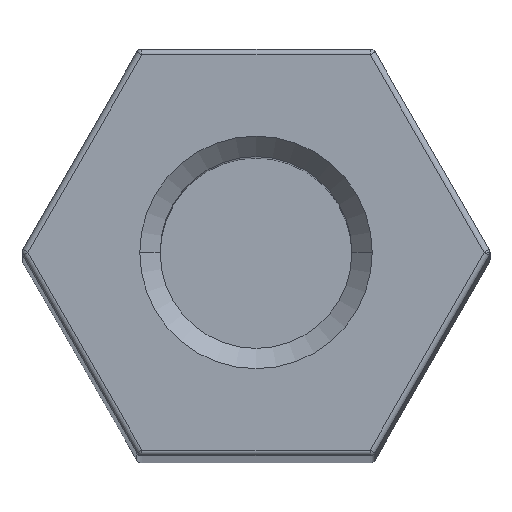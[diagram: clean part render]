
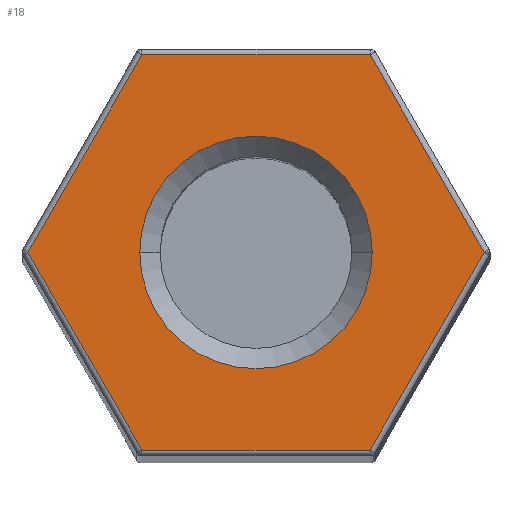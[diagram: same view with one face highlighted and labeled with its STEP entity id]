
A CAD part, top view. The second image highlights one B-rep face of the part: STEP entity #18.
In plain terms, the highlighted planar face has unit normal (0, 0, 1).
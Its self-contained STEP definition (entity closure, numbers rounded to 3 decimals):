
#18 = ADVANCED_FACE ( 'NONE', ( #231, #768 ), #299, .T. ) ;
#47 = LINE ( 'NONE', #1152, #1133 ) ;
#63 = CARTESIAN_POINT ( 'NONE',  ( 3.926, 0., 70. ) ) ;
#94 = CIRCLE ( 'NONE', #227, 2. ) ;
#105 = CARTESIAN_POINT ( 'NONE',  ( -1.963, 3.4, 70. ) ) ;
#119 = CARTESIAN_POINT ( 'NONE',  ( 2.021, -3.4, 70. ) ) ;
#125 = VECTOR ( 'NONE', #437, 1000. ) ;
#152 = EDGE_CURVE ( 'NONE', #157, #380, #751, .T. ) ;
#157 = VERTEX_POINT ( 'NONE', #639 ) ;
#200 = EDGE_LOOP ( 'NONE', ( #286, #555 ) ) ;
#227 = AXIS2_PLACEMENT_3D ( 'NONE', #960, #354, #1064 ) ;
#231 = FACE_OUTER_BOUND ( 'NONE', #922, .T. ) ;
#248 = DIRECTION ( 'NONE',  ( 0.5, 0.866, 0. ) ) ;
#286 = ORIENTED_EDGE ( 'NONE', *, *, #954, .T. ) ;
#287 = CARTESIAN_POINT ( 'NONE',  ( 1.963, 3.4, 70. ) ) ;
#299 = PLANE ( 'NONE',  #601 ) ;
#334 = CARTESIAN_POINT ( 'NONE',  ( -3.926, 0., 70. ) ) ;
#341 = DIRECTION ( 'NONE',  ( 0., 0., -1. ) ) ;
#354 = DIRECTION ( 'NONE',  ( 0., 0., -1. ) ) ;
#357 = LINE ( 'NONE', #548, #893 ) ;
#380 = VERTEX_POINT ( 'NONE', #1086 ) ;
#387 = LINE ( 'NONE', #939, #125 ) ;
#402 = CARTESIAN_POINT ( 'NONE',  ( 4.041, 0., 70. ) ) ;
#422 = CARTESIAN_POINT ( 'NONE',  ( -1.963, -3.4, 70. ) ) ;
#437 = DIRECTION ( 'NONE',  ( -1., 0., 0. ) ) ;
#459 = DIRECTION ( 'NONE',  ( -0.5, 0.866, 0. ) ) ;
#464 = ORIENTED_EDGE ( 'NONE', *, *, #1299, .T. ) ;
#495 = ORIENTED_EDGE ( 'NONE', *, *, #1354, .T. ) ;
#502 = DIRECTION ( 'NONE',  ( 0., 0., 1. ) ) ;
#548 = CARTESIAN_POINT ( 'NONE',  ( -1.934, -3.45, 70. ) ) ;
#555 = ORIENTED_EDGE ( 'NONE', *, *, #152, .T. ) ;
#563 = VECTOR ( 'NONE', #459, 1000. ) ;
#601 = AXIS2_PLACEMENT_3D ( 'NONE', #402, #502, #1212 ) ;
#613 = VERTEX_POINT ( 'NONE', #287 ) ;
#622 = LINE ( 'NONE', #119, #1377 ) ;
#639 = CARTESIAN_POINT ( 'NONE',  ( -2., 0., 70. ) ) ;
#646 = DIRECTION ( 'NONE',  ( 0.5, -0.866, 0. ) ) ;
#724 = ORIENTED_EDGE ( 'NONE', *, *, #1322, .T. ) ;
#743 = VERTEX_POINT ( 'NONE', #905 ) ;
#751 = CIRCLE ( 'NONE', #1095, 2. ) ;
#754 = ORIENTED_EDGE ( 'NONE', *, *, #1367, .T. ) ;
#768 = FACE_BOUND ( 'NONE', #200, .T. ) ;
#833 = VECTOR ( 'NONE', #248, 1000. ) ;
#851 = DIRECTION ( 'NONE',  ( 1., 0., 0. ) ) ;
#859 = CARTESIAN_POINT ( 'NONE',  ( 3.955, 0.05, 70. ) ) ;
#893 = VECTOR ( 'NONE', #646, 1000. ) ;
#905 = CARTESIAN_POINT ( 'NONE',  ( 1.963, -3.4, 70. ) ) ;
#922 = EDGE_LOOP ( 'NONE', ( #464, #724, #995, #495, #754, #1344 ) ) ;
#939 = CARTESIAN_POINT ( 'NONE',  ( -2.021, 3.4, 70. ) ) ;
#948 = CARTESIAN_POINT ( 'NONE',  ( 0., 0., 70. ) ) ;
#954 = EDGE_CURVE ( 'NONE', #380, #157, #94, .T. ) ;
#955 = CARTESIAN_POINT ( 'NONE',  ( 1.934, 3.45, 70. ) ) ;
#960 = CARTESIAN_POINT ( 'NONE',  ( 0., 0., 70. ) ) ;
#995 = ORIENTED_EDGE ( 'NONE', *, *, #1330, .T. ) ;
#1049 = DIRECTION ( 'NONE',  ( 1., 0., 0. ) ) ;
#1064 = DIRECTION ( 'NONE',  ( 1., 0., 0. ) ) ;
#1070 = LINE ( 'NONE', #955, #563 ) ;
#1086 = CARTESIAN_POINT ( 'NONE',  ( 2., 0., 70. ) ) ;
#1095 = AXIS2_PLACEMENT_3D ( 'NONE', #948, #341, #1049 ) ;
#1101 = LINE ( 'NONE', #859, #833 ) ;
#1133 = VECTOR ( 'NONE', #1264, 1000. ) ;
#1152 = CARTESIAN_POINT ( 'NONE',  ( -3.955, -0.05, 70. ) ) ;
#1154 = VERTEX_POINT ( 'NONE', #63 ) ;
#1212 = DIRECTION ( 'NONE',  ( 1., 0., 0. ) ) ;
#1244 = VERTEX_POINT ( 'NONE', #422 ) ;
#1264 = DIRECTION ( 'NONE',  ( -0.5, -0.866, 0. ) ) ;
#1292 = VERTEX_POINT ( 'NONE', #105 ) ;
#1299 = EDGE_CURVE ( 'NONE', #613, #1292, #387, .T. ) ;
#1313 = VERTEX_POINT ( 'NONE', #334 ) ;
#1322 = EDGE_CURVE ( 'NONE', #1292, #1313, #47, .T. ) ;
#1330 = EDGE_CURVE ( 'NONE', #1313, #1244, #357, .T. ) ;
#1344 = ORIENTED_EDGE ( 'NONE', *, *, #1374, .T. ) ;
#1354 = EDGE_CURVE ( 'NONE', #1244, #743, #622, .T. ) ;
#1367 = EDGE_CURVE ( 'NONE', #743, #1154, #1101, .T. ) ;
#1374 = EDGE_CURVE ( 'NONE', #1154, #613, #1070, .T. ) ;
#1377 = VECTOR ( 'NONE', #851, 1000. ) ;
